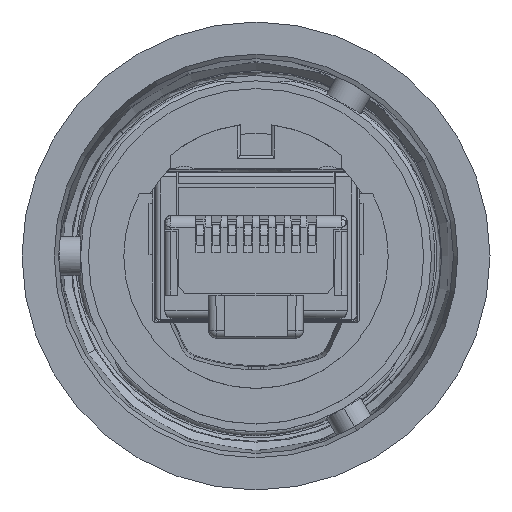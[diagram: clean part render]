
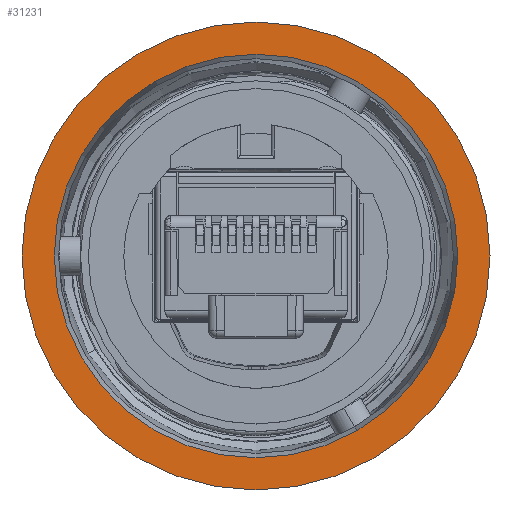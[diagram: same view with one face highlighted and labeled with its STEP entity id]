
A CAD part, top view. The second image highlights one B-rep face of the part: STEP entity #31231.
In plain terms, the highlighted planar face has unit normal (0, 0, 1).
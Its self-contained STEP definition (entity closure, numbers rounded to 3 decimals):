
#30017 = EDGE_CURVE ( 'NONE', #32216, #32219, #51451, .T. ) ;
#31231 = ADVANCED_FACE ( 'NONE', ( #55824, #55823 ), #55808, .T. ) ;
#31232 = EDGE_LOOP ( 'NONE', ( #31234, #31235 ) ) ;
#31234 = ORIENTED_EDGE ( 'NONE', *, *, #32218, .T. ) ;
#31235 = ORIENTED_EDGE ( 'NONE', *, *, #30017, .T. ) ;
#31236 = EDGE_LOOP ( 'NONE', ( #31238, #31240 ) ) ;
#31238 = ORIENTED_EDGE ( 'NONE', *, *, #31239, .F. ) ;
#31239 = EDGE_CURVE ( 'NONE', #32063, #32056, #55807, .T. ) ;
#31240 = ORIENTED_EDGE ( 'NONE', *, *, #32060, .F. ) ;
#32056 = VERTEX_POINT ( 'NONE', #57589 ) ;
#32060 = EDGE_CURVE ( 'NONE', #32056, #32063, #57640, .T. ) ;
#32063 = VERTEX_POINT ( 'NONE', #57635 ) ;
#32216 = VERTEX_POINT ( 'NONE', #58162 ) ;
#32218 = EDGE_CURVE ( 'NONE', #32219, #32216, #58159, .T. ) ;
#32219 = VERTEX_POINT ( 'NONE', #58152 ) ;
#51424 = DIRECTION ( 'NONE',  ( 0.5, -0.866, 0. ) ) ;
#51426 = DIRECTION ( 'NONE',  ( 0., 0., -1. ) ) ;
#51427 = CARTESIAN_POINT ( 'NONE',  ( 0., 0., 7.66 ) ) ;
#51428 = AXIS2_PLACEMENT_3D ( 'NONE', #51427, #51426, #51424 ) ;
#51451 = CIRCLE ( 'NONE', #51428, 12.935 ) ;
#55803 = DIRECTION ( 'NONE',  ( 0.866, 0.5, 0. ) ) ;
#55804 = DIRECTION ( 'NONE',  ( 0., 0., 1. ) ) ;
#55805 = CARTESIAN_POINT ( 'NONE',  ( 0., 0., 7.66 ) ) ;
#55806 = AXIS2_PLACEMENT_3D ( 'NONE', #55805, #55804, #55803 ) ;
#55807 = CIRCLE ( 'NONE', #55866, 15. ) ;
#55808 = PLANE ( 'NONE',  #55806 ) ;
#55823 = FACE_OUTER_BOUND ( 'NONE', #31236, .T. ) ;
#55824 = FACE_BOUND ( 'NONE', #31232, .T. ) ;
#55863 = DIRECTION ( 'NONE',  ( 0.866, 0.5, 0. ) ) ;
#55864 = DIRECTION ( 'NONE',  ( 0., 0., -1. ) ) ;
#55865 = CARTESIAN_POINT ( 'NONE',  ( 0., 0., 7.66 ) ) ;
#55866 = AXIS2_PLACEMENT_3D ( 'NONE', #55865, #55864, #55863 ) ;
#57589 = CARTESIAN_POINT ( 'NONE',  ( -12.99, -7.5, 7.66 ) ) ;
#57635 = CARTESIAN_POINT ( 'NONE',  ( 12.99, 7.5, 7.66 ) ) ;
#57636 = DIRECTION ( 'NONE',  ( 0.866, 0.5, 0. ) ) ;
#57637 = DIRECTION ( 'NONE',  ( 0., 0., -1. ) ) ;
#57638 = CARTESIAN_POINT ( 'NONE',  ( 0., 0., 7.66 ) ) ;
#57639 = AXIS2_PLACEMENT_3D ( 'NONE', #57638, #57637, #57636 ) ;
#57640 = CIRCLE ( 'NONE', #57639, 15. ) ;
#58152 = CARTESIAN_POINT ( 'NONE',  ( 6.467, -11.202, 7.66 ) ) ;
#58154 = DIRECTION ( 'NONE',  ( 0.5, -0.866, 0. ) ) ;
#58156 = DIRECTION ( 'NONE',  ( 0., 0., -1. ) ) ;
#58157 = CARTESIAN_POINT ( 'NONE',  ( 0., 0., 7.66 ) ) ;
#58158 = AXIS2_PLACEMENT_3D ( 'NONE', #58157, #58156, #58154 ) ;
#58159 = CIRCLE ( 'NONE', #58158, 12.935 ) ;
#58162 = CARTESIAN_POINT ( 'NONE',  ( -6.467, 11.202, 7.66 ) ) ;
